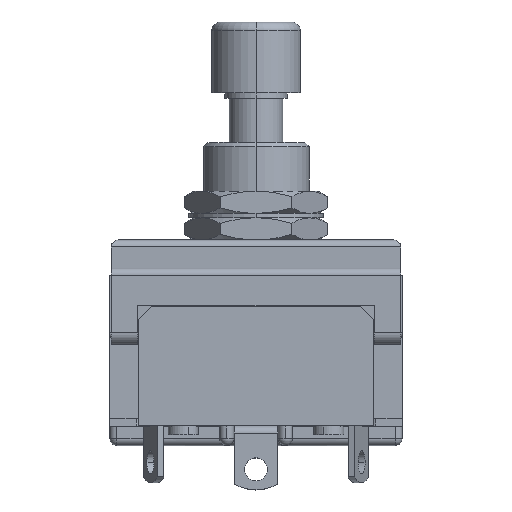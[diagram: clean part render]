
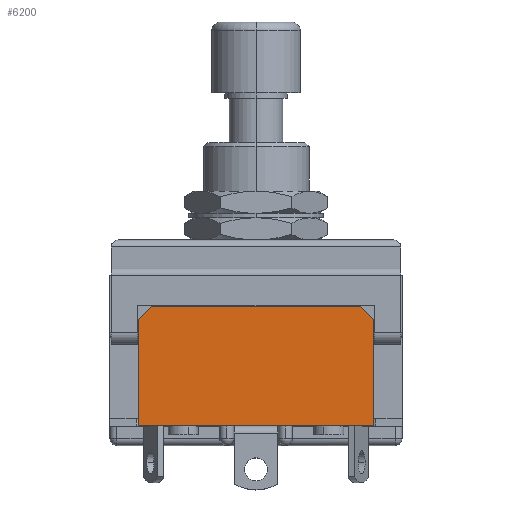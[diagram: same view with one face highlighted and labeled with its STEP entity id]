
A CAD part, top view. The second image highlights one B-rep face of the part: STEP entity #6200.
In plain terms, the highlighted planar face has unit normal (0, 0, 1).
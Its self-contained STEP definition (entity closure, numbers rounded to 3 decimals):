
#11 = DIRECTION ( 'NONE',  ( -1., 0., 0. ) ) ;
#76 = EDGE_CURVE ( 'NONE', #10270, #1532, #8984, .T. ) ;
#138 = DIRECTION ( 'NONE',  ( 0., 1., 0. ) ) ;
#255 = VERTEX_POINT ( 'NONE', #424 ) ;
#408 = ORIENTED_EDGE ( 'NONE', *, *, #76, .T. ) ;
#424 = CARTESIAN_POINT ( 'NONE',  ( -13.3, -17., 9.6 ) ) ;
#563 = LINE ( 'NONE', #3451, #3385 ) ;
#977 = DIRECTION ( 'NONE',  ( -0.707, 0.707, 0. ) ) ;
#1532 = VERTEX_POINT ( 'NONE', #1543 ) ;
#1543 = CARTESIAN_POINT ( 'NONE',  ( 13.3, -5., 9.6 ) ) ;
#1657 = ORIENTED_EDGE ( 'NONE', *, *, #2977, .T. ) ;
#1903 = CARTESIAN_POINT ( 'NONE',  ( -13.3, -5., 9.6 ) ) ;
#1916 = ORIENTED_EDGE ( 'NONE', *, *, #2359, .T. ) ;
#1931 = VERTEX_POINT ( 'NONE', #2299 ) ;
#2299 = CARTESIAN_POINT ( 'NONE',  ( 11.8, -3.5, 9.6 ) ) ;
#2305 = LINE ( 'NONE', #8498, #4185 ) ;
#2359 = EDGE_CURVE ( 'NONE', #3291, #10012, #4959, .T. ) ;
#2977 = EDGE_CURVE ( 'NONE', #255, #10270, #6995, .T. ) ;
#3112 = CARTESIAN_POINT ( 'NONE',  ( -13.3, -17., 9.6 ) ) ;
#3219 = VECTOR ( 'NONE', #138, 1000. ) ;
#3271 = LINE ( 'NONE', #3112, #10162 ) ;
#3291 = VERTEX_POINT ( 'NONE', #8429 ) ;
#3385 = VECTOR ( 'NONE', #977, 1000. ) ;
#3451 = CARTESIAN_POINT ( 'NONE',  ( 11.8, -3.5, 9.6 ) ) ;
#4185 = VECTOR ( 'NONE', #8421, 1000. ) ;
#4313 = EDGE_CURVE ( 'NONE', #10012, #255, #3271, .T. ) ;
#4662 = ORIENTED_EDGE ( 'NONE', *, *, #4313, .T. ) ;
#4959 = LINE ( 'NONE', #8614, #9192 ) ;
#4980 = CARTESIAN_POINT ( 'NONE',  ( -13.3, -3.5, 9.6 ) ) ;
#5515 = CARTESIAN_POINT ( 'NONE',  ( -13.3, -17., 9.6 ) ) ;
#5563 = DIRECTION ( 'NONE',  ( 0., -1., 0. ) ) ;
#5588 = CARTESIAN_POINT ( 'NONE',  ( 13.3, -17., 9.6 ) ) ;
#6045 = AXIS2_PLACEMENT_3D ( 'NONE', #4980, #8326, #11 ) ;
#6200 = ADVANCED_FACE ( 'NONE', ( #8010 ), #9913, .F. ) ;
#6455 = ORIENTED_EDGE ( 'NONE', *, *, #9214, .T. ) ;
#6847 = DIRECTION ( 'NONE',  ( -0.707, -0.707, 0. ) ) ;
#6995 = LINE ( 'NONE', #5515, #7640 ) ;
#7474 = CARTESIAN_POINT ( 'NONE',  ( 13.3, -17., 9.6 ) ) ;
#7640 = VECTOR ( 'NONE', #9698, 1000. ) ;
#8010 = FACE_OUTER_BOUND ( 'NONE', #10265, .T. ) ;
#8322 = EDGE_CURVE ( 'NONE', #1931, #3291, #2305, .T. ) ;
#8326 = DIRECTION ( 'NONE',  ( 0., 0., -1. ) ) ;
#8421 = DIRECTION ( 'NONE',  ( -1., 0., 0. ) ) ;
#8429 = CARTESIAN_POINT ( 'NONE',  ( -11.8, -3.5, 9.6 ) ) ;
#8498 = CARTESIAN_POINT ( 'NONE',  ( -13.3, -3.5, 9.6 ) ) ;
#8614 = CARTESIAN_POINT ( 'NONE',  ( -13.3, -5., 9.6 ) ) ;
#8984 = LINE ( 'NONE', #7474, #3219 ) ;
#9192 = VECTOR ( 'NONE', #6847, 1000. ) ;
#9214 = EDGE_CURVE ( 'NONE', #1532, #1931, #563, .T. ) ;
#9698 = DIRECTION ( 'NONE',  ( 1., 0., 0. ) ) ;
#9867 = ORIENTED_EDGE ( 'NONE', *, *, #8322, .T. ) ;
#9913 = PLANE ( 'NONE',  #6045 ) ;
#10012 = VERTEX_POINT ( 'NONE', #1903 ) ;
#10162 = VECTOR ( 'NONE', #5563, 1000. ) ;
#10265 = EDGE_LOOP ( 'NONE', ( #408, #6455, #9867, #1916, #4662, #1657 ) ) ;
#10270 = VERTEX_POINT ( 'NONE', #5588 ) ;
